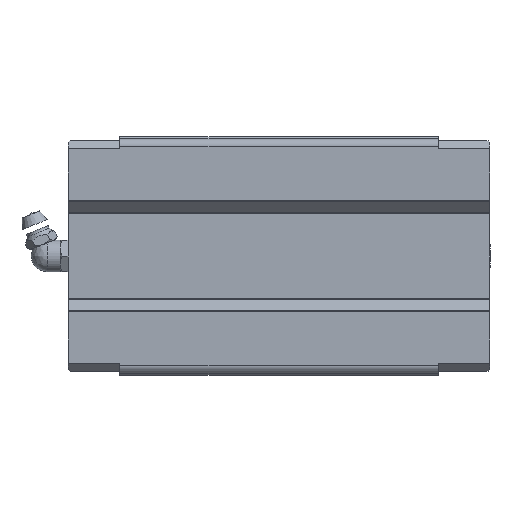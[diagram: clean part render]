
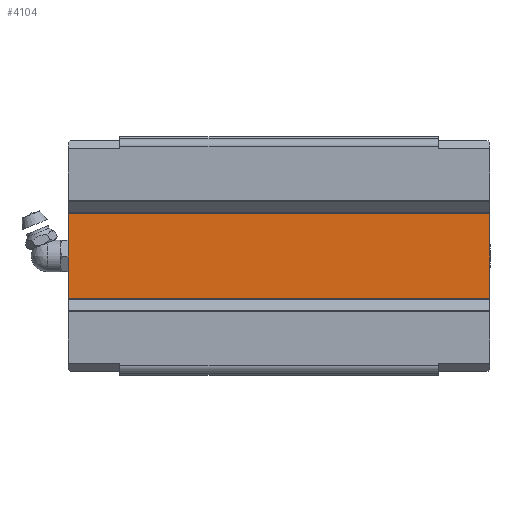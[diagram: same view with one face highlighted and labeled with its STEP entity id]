
A CAD part, front view. The second image highlights one B-rep face of the part: STEP entity #4104.
In plain terms, the highlighted planar face has unit normal (0, -1, 0).
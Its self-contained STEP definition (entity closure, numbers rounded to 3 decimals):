
#68 = CARTESIAN_POINT ( 'NONE',  ( 53., 16., 11.147 ) ) ;
#151 = VECTOR ( 'NONE', #3368, 1000. ) ;
#160 = DIRECTION ( 'NONE',  ( 0., 0., -1. ) ) ;
#222 = CARTESIAN_POINT ( 'NONE',  ( 53., 16., 11.147 ) ) ;
#257 = CARTESIAN_POINT ( 'NONE',  ( -53., 16., -11.147 ) ) ;
#307 = CARTESIAN_POINT ( 'NONE',  ( -53., 16., 11.147 ) ) ;
#312 = CARTESIAN_POINT ( 'NONE',  ( 53., 16., -11.147 ) ) ;
#431 = ORIENTED_EDGE ( 'NONE', *, *, #2531, .T. ) ;
#497 = PLANE ( 'NONE',  #801 ) ;
#570 = CARTESIAN_POINT ( 'NONE',  ( 53., 16., -11.147 ) ) ;
#660 = EDGE_CURVE ( 'NONE', #5132, #3146, #1794, .T. ) ;
#801 = AXIS2_PLACEMENT_3D ( 'NONE', #2953, #904, #160 ) ;
#904 = DIRECTION ( 'NONE',  ( 0., -1., 0. ) ) ;
#1213 = ORIENTED_EDGE ( 'NONE', *, *, #2853, .T. ) ;
#1257 = EDGE_CURVE ( 'NONE', #1901, #5132, #1597, .T. ) ;
#1597 = LINE ( 'NONE', #3667, #4216 ) ;
#1794 = LINE ( 'NONE', #222, #3708 ) ;
#1901 = VERTEX_POINT ( 'NONE', #312 ) ;
#1982 = CARTESIAN_POINT ( 'NONE',  ( -53., 16., -11.147 ) ) ;
#2159 = LINE ( 'NONE', #570, #151 ) ;
#2182 = VECTOR ( 'NONE', #3569, 1000. ) ;
#2410 = VERTEX_POINT ( 'NONE', #1982 ) ;
#2531 = EDGE_CURVE ( 'NONE', #3146, #2410, #3939, .T. ) ;
#2853 = EDGE_CURVE ( 'NONE', #2410, #1901, #2159, .T. ) ;
#2953 = CARTESIAN_POINT ( 'NONE',  ( 53., 16., -11.147 ) ) ;
#3146 = VERTEX_POINT ( 'NONE', #307 ) ;
#3239 = DIRECTION ( 'NONE',  ( 0., 0., 1. ) ) ;
#3291 = EDGE_LOOP ( 'NONE', ( #4403, #4733, #431, #1213 ) ) ;
#3368 = DIRECTION ( 'NONE',  ( 1., 0., 0. ) ) ;
#3569 = DIRECTION ( 'NONE',  ( 0., 0., -1. ) ) ;
#3667 = CARTESIAN_POINT ( 'NONE',  ( 53., 16., -11.147 ) ) ;
#3708 = VECTOR ( 'NONE', #5103, 1000. ) ;
#3939 = LINE ( 'NONE', #257, #2182 ) ;
#4104 = ADVANCED_FACE ( 'NONE', ( #4156 ), #497, .T. ) ;
#4156 = FACE_OUTER_BOUND ( 'NONE', #3291, .T. ) ;
#4216 = VECTOR ( 'NONE', #3239, 1000. ) ;
#4403 = ORIENTED_EDGE ( 'NONE', *, *, #1257, .T. ) ;
#4733 = ORIENTED_EDGE ( 'NONE', *, *, #660, .T. ) ;
#5103 = DIRECTION ( 'NONE',  ( -1., 0., 0. ) ) ;
#5132 = VERTEX_POINT ( 'NONE', #68 ) ;
